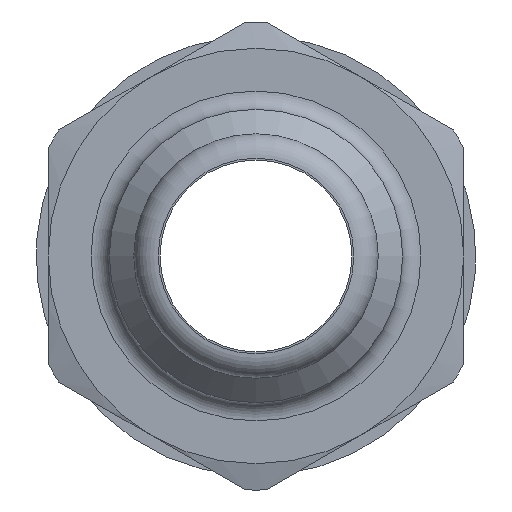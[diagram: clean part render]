
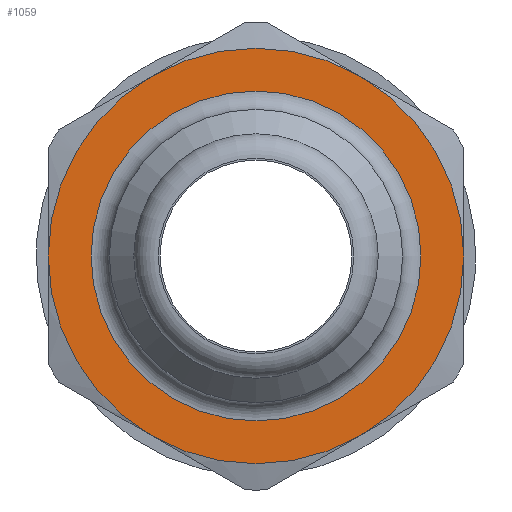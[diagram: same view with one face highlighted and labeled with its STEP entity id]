
A CAD part, left-side view. The second image highlights one B-rep face of the part: STEP entity #1059.
In plain terms, the highlighted planar face has unit normal (-1, 0, 0).
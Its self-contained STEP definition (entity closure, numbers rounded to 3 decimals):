
#182=CARTESIAN_POINT('',(20.0,4.25,-7.361));
#183=VERTEX_POINT('',#182);
#266=CARTESIAN_POINT('',(20.0,-4.25,-7.361));
#267=VERTEX_POINT('',#266);
#350=CARTESIAN_POINT('',(20.0,-8.5,0.));
#351=VERTEX_POINT('',#350);
#434=CARTESIAN_POINT('',(20.0,-4.25,7.361));
#435=VERTEX_POINT('',#434);
#518=CARTESIAN_POINT('',(20.0,4.25,7.361));
#519=VERTEX_POINT('',#518);
#879=CARTESIAN_POINT('',(20.0,8.5,0.0));
#880=VERTEX_POINT('',#879);
#881=CARTESIAN_POINT('',(20.0,0.0,0.0));
#882=DIRECTION('',(1.0,0.0,0.0));
#883=DIRECTION('',(0.0,1.0,0.0));
#884=AXIS2_PLACEMENT_3D('',#881,#882,#883);
#885=CIRCLE('',#884,8.5);
#886=EDGE_CURVE('',#183,#880,#885,.T.);
#925=CARTESIAN_POINT('',(20.0,0.0,0.0));
#926=DIRECTION('',(1.0,0.0,0.0));
#927=DIRECTION('',(0.0,1.0,0.0));
#928=AXIS2_PLACEMENT_3D('',#925,#926,#927);
#929=CIRCLE('',#928,8.5);
#930=EDGE_CURVE('',#880,#519,#929,.T.);
#943=CARTESIAN_POINT('',(20.0,0.0,0.0));
#944=DIRECTION('',(1.0,0.0,0.0));
#945=DIRECTION('',(0.0,1.0,0.0));
#946=AXIS2_PLACEMENT_3D('',#943,#944,#945);
#947=CIRCLE('',#946,8.5);
#948=EDGE_CURVE('',#519,#435,#947,.T.);
#961=CARTESIAN_POINT('',(20.0,0.0,0.0));
#962=DIRECTION('',(1.0,0.0,0.0));
#963=DIRECTION('',(0.0,1.0,0.0));
#964=AXIS2_PLACEMENT_3D('',#961,#962,#963);
#965=CIRCLE('',#964,8.5);
#966=EDGE_CURVE('',#435,#351,#965,.T.);
#979=CARTESIAN_POINT('',(20.0,0.0,0.0));
#980=DIRECTION('',(1.0,0.0,0.0));
#981=DIRECTION('',(0.0,1.0,0.0));
#982=AXIS2_PLACEMENT_3D('',#979,#980,#981);
#983=CIRCLE('',#982,8.5);
#984=EDGE_CURVE('',#351,#267,#983,.T.);
#1005=CARTESIAN_POINT('',(20.0,6.75,0.));
#1006=VERTEX_POINT('',#1005);
#1007=CARTESIAN_POINT('',(20.0,0.0,0.0));
#1008=DIRECTION('',(-1.0,0.0,0.0));
#1009=DIRECTION('',(0.0,-1.0,0.0));
#1010=AXIS2_PLACEMENT_3D('',#1007,#1008,#1009);
#1011=CIRCLE('',#1010,6.75);
#1012=EDGE_CURVE('',#1006,#1006,#1011,.T.);
#1037=CARTESIAN_POINT('',(20.0,7.25,0.0));
#1038=DIRECTION('',(-1.0,0.0,0.0));
#1039=DIRECTION('',(0.0,0.0,1.0));
#1040=AXIS2_PLACEMENT_3D('',#1037,#1038,#1039);
#1041=PLANE('',#1040);
#1042=ORIENTED_EDGE('',*,*,#930,.F.);
#1043=ORIENTED_EDGE('',*,*,#886,.F.);
#1044=CARTESIAN_POINT('',(20.0,0.0,0.0));
#1045=DIRECTION('',(1.0,0.0,0.0));
#1046=DIRECTION('',(0.0,1.0,0.0));
#1047=AXIS2_PLACEMENT_3D('',#1044,#1045,#1046);
#1048=CIRCLE('',#1047,8.5);
#1049=EDGE_CURVE('',#267,#183,#1048,.T.);
#1050=ORIENTED_EDGE('',*,*,#1049,.F.);
#1051=ORIENTED_EDGE('',*,*,#984,.F.);
#1052=ORIENTED_EDGE('',*,*,#966,.F.);
#1053=ORIENTED_EDGE('',*,*,#948,.F.);
#1054=EDGE_LOOP('',(#1042,#1043,#1050,#1051,#1052,#1053));
#1055=FACE_OUTER_BOUND('',#1054,.T.);
#1056=ORIENTED_EDGE('',*,*,#1012,.F.);
#1057=EDGE_LOOP('',(#1056));
#1058=FACE_BOUND('',#1057,.T.);
#1059=ADVANCED_FACE('',(#1055,#1058),#1041,.T.);
